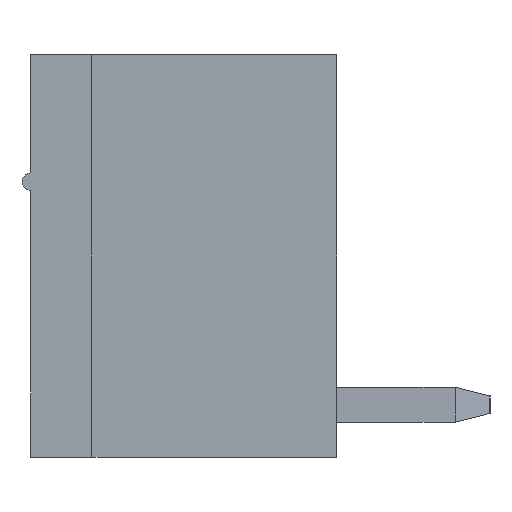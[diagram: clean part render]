
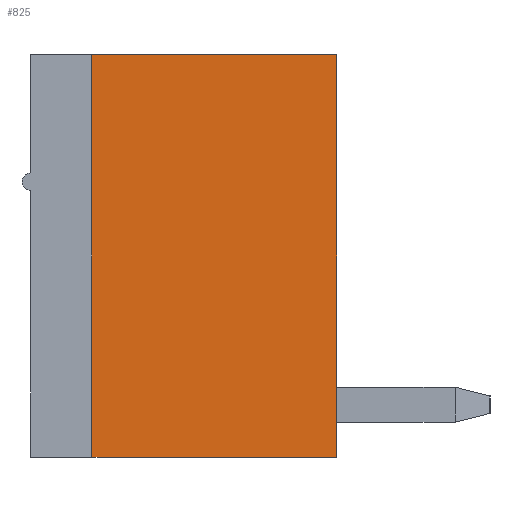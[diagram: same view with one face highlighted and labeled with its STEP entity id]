
A CAD part, left-side view. The second image highlights one B-rep face of the part: STEP entity #825.
In plain terms, the highlighted planar face has unit normal (-1, 0, 0).
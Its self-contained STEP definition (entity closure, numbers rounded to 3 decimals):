
#825 = ADVANCED_FACE( '', ( #2044 ), #2045, .F. );
#2044 = FACE_OUTER_BOUND( '', #3775, .T. );
#2045 = PLANE( '', #3776 );
#3775 = EDGE_LOOP( '', ( #5744, #5745, #5746, #5747 ) );
#3776 = AXIS2_PLACEMENT_3D( '', #5748, #5749, #5750 );
#5744 = ORIENTED_EDGE( '', *, *, #10820, .F. );
#5745 = ORIENTED_EDGE( '', *, *, #10821, .T. );
#5746 = ORIENTED_EDGE( '', *, *, #10822, .F. );
#5747 = ORIENTED_EDGE( '', *, *, #10823, .F. );
#5748 = CARTESIAN_POINT( '', ( -26.15, 0., 0. ) );
#5749 = DIRECTION( '', ( 1., 0., 0. ) );
#5750 = DIRECTION( '', ( 0., 0., -1. ) );
#10820 = EDGE_CURVE( '', #13071, #13072, #13073, .T. );
#10821 = EDGE_CURVE( '', #13071, #13074, #13075, .T. );
#10822 = EDGE_CURVE( '', #13076, #13074, #13077, .T. );
#10823 = EDGE_CURVE( '', #13072, #13076, #13078, .T. );
#13071 = VERTEX_POINT( '', #16451 );
#13072 = VERTEX_POINT( '', #16452 );
#13073 = LINE( '', #16453, #16454 );
#13074 = VERTEX_POINT( '', #16455 );
#13075 = LINE( '', #16456, #16457 );
#13076 = VERTEX_POINT( '', #16458 );
#13077 = LINE( '', #16459, #16460 );
#13078 = LINE( '', #16461, #16462 );
#16451 = CARTESIAN_POINT( '', ( -26.15, 2., 4.6 ) );
#16452 = CARTESIAN_POINT( '', ( -26.15, -3.6, 4.6 ) );
#16453 = CARTESIAN_POINT( '', ( -26.15, 3.6, 4.6 ) );
#16454 = VECTOR( '', #20659, 1000. );
#16455 = CARTESIAN_POINT( '', ( -26.15, 2., -4.6 ) );
#16456 = CARTESIAN_POINT( '', ( -26.15, 2., 0. ) );
#16457 = VECTOR( '', #20660, 1000. );
#16458 = CARTESIAN_POINT( '', ( -26.15, -3.6, -4.6 ) );
#16459 = CARTESIAN_POINT( '', ( -26.15, -3.6, -4.6 ) );
#16460 = VECTOR( '', #20661, 1000. );
#16461 = CARTESIAN_POINT( '', ( -26.15, -3.6, 4.6 ) );
#16462 = VECTOR( '', #20662, 1000. );
#20659 = DIRECTION( '', ( 0., -1., 0. ) );
#20660 = DIRECTION( '', ( 0., 0., -1. ) );
#20661 = DIRECTION( '', ( 0., 1., 0. ) );
#20662 = DIRECTION( '', ( 0., 0., -1. ) );
